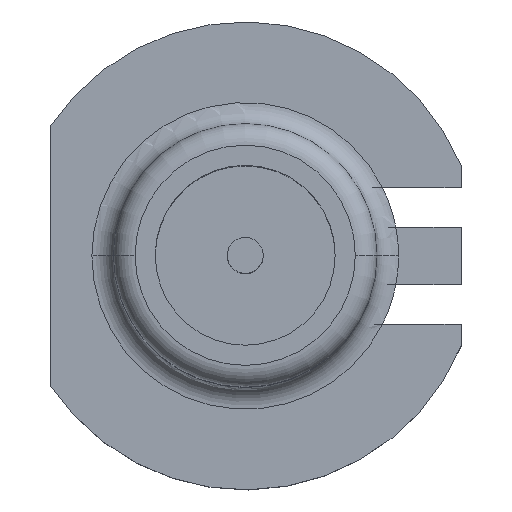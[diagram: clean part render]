
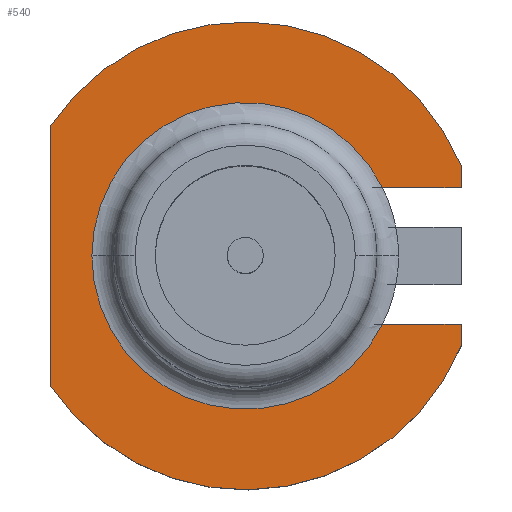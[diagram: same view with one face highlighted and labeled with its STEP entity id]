
A CAD part, top view. The second image highlights one B-rep face of the part: STEP entity #540.
In plain terms, the highlighted planar face has unit normal (0, 0, 1).
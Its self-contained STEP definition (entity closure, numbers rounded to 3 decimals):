
#9 = ORIENTED_EDGE ( 'NONE', *, *, #1648, .T. ) ;
#12 = LINE ( 'NONE', #240, #1070 ) ;
#24 = CARTESIAN_POINT ( 'NONE',  ( -2.7, -1.809, 1.3 ) ) ;
#36 = CIRCLE ( 'NONE', #1004, 2.13 ) ;
#49 = VERTEX_POINT ( 'NONE', #1012 ) ;
#80 = CARTESIAN_POINT ( 'NONE',  ( 0.447, -0.95, 1.3 ) ) ;
#100 = DIRECTION ( 'NONE',  ( 1., 0., 0. ) ) ;
#104 = DIRECTION ( 'NONE',  ( 1., 0., 0. ) ) ;
#109 = VECTOR ( 'NONE', #395, 1000. ) ;
#112 = EDGE_CURVE ( 'NONE', #863, #446, #409, .T. ) ;
#140 = CIRCLE ( 'NONE', #418, 3.25 ) ;
#199 = CARTESIAN_POINT ( 'NONE',  ( 0., 0., 1.3 ) ) ;
#215 = LINE ( 'NONE', #1274, #677 ) ;
#240 = CARTESIAN_POINT ( 'NONE',  ( 3., -0.95, 1.3 ) ) ;
#293 = VERTEX_POINT ( 'NONE', #1016 ) ;
#311 = ORIENTED_EDGE ( 'NONE', *, *, #544, .T. ) ;
#319 = CARTESIAN_POINT ( 'NONE',  ( 0., 0., 1.3 ) ) ;
#324 = CARTESIAN_POINT ( 'NONE',  ( 3., 1.25, 1.3 ) ) ;
#327 = DIRECTION ( 'NONE',  ( 0., 0., 1. ) ) ;
#382 = LINE ( 'NONE', #658, #109 ) ;
#395 = DIRECTION ( 'NONE',  ( 0., 1., 0. ) ) ;
#399 = ORIENTED_EDGE ( 'NONE', *, *, #1622, .T. ) ;
#409 = LINE ( 'NONE', #873, #823 ) ;
#418 = AXIS2_PLACEMENT_3D ( 'NONE', #624, #1018, #1285 ) ;
#431 = CARTESIAN_POINT ( 'NONE',  ( 0., 0., 1.3 ) ) ;
#446 = VERTEX_POINT ( 'NONE', #685 ) ;
#457 = CARTESIAN_POINT ( 'NONE',  ( 3., -0.95, 1.3 ) ) ;
#461 = CARTESIAN_POINT ( 'NONE',  ( -2.13, 0., 1.3 ) ) ;
#494 = EDGE_CURVE ( 'NONE', #1126, #949, #1158, .T. ) ;
#533 = AXIS2_PLACEMENT_3D ( 'NONE', #431, #1480, #698 ) ;
#540 = ADVANCED_FACE ( 'NONE', ( #714 ), #1469, .T. ) ;
#544 = EDGE_CURVE ( 'NONE', #446, #1126, #382, .T. ) ;
#547 = VECTOR ( 'NONE', #1147, 1000. ) ;
#622 = LINE ( 'NONE', #80, #547 ) ;
#624 = CARTESIAN_POINT ( 'NONE',  ( 0., 0., 1.3 ) ) ;
#632 = CARTESIAN_POINT ( 'NONE',  ( 0., 0., 1.3 ) ) ;
#658 = CARTESIAN_POINT ( 'NONE',  ( 3., 1.25, 1.3 ) ) ;
#677 = VECTOR ( 'NONE', #1400, 1000. ) ;
#685 = CARTESIAN_POINT ( 'NONE',  ( 3., 0.95, 1.3 ) ) ;
#698 = DIRECTION ( 'NONE',  ( 1., 0., 0. ) ) ;
#708 = ORIENTED_EDGE ( 'NONE', *, *, #112, .T. ) ;
#714 = FACE_OUTER_BOUND ( 'NONE', #1094, .T. ) ;
#758 = ORIENTED_EDGE ( 'NONE', *, *, #494, .T. ) ;
#786 = CARTESIAN_POINT ( 'NONE',  ( 1.906, 0.95, 1.3 ) ) ;
#789 = EDGE_CURVE ( 'NONE', #863, #1254, #36, .T. ) ;
#798 = EDGE_CURVE ( 'NONE', #1302, #293, #622, .T. ) ;
#823 = VECTOR ( 'NONE', #104, 1000. ) ;
#827 = ORIENTED_EDGE ( 'NONE', *, *, #1151, .F. ) ;
#837 = DIRECTION ( 'NONE',  ( 0., 0., 1. ) ) ;
#863 = VERTEX_POINT ( 'NONE', #786 ) ;
#868 = AXIS2_PLACEMENT_3D ( 'NONE', #199, #327, #1365 ) ;
#873 = CARTESIAN_POINT ( 'NONE',  ( 0.447, 0.95, 1.3 ) ) ;
#891 = DIRECTION ( 'NONE',  ( 0., 0., 1. ) ) ;
#946 = VERTEX_POINT ( 'NONE', #24 ) ;
#949 = VERTEX_POINT ( 'NONE', #1459 ) ;
#967 = ORIENTED_EDGE ( 'NONE', *, *, #1411, .T. ) ;
#970 = CIRCLE ( 'NONE', #1073, 2.13 ) ;
#1004 = AXIS2_PLACEMENT_3D ( 'NONE', #632, #891, #1278 ) ;
#1012 = CARTESIAN_POINT ( 'NONE',  ( 3., -1.25, 1.3 ) ) ;
#1016 = CARTESIAN_POINT ( 'NONE',  ( 1.906, -0.95, 1.3 ) ) ;
#1018 = DIRECTION ( 'NONE',  ( 0., 0., 1. ) ) ;
#1070 = VECTOR ( 'NONE', #1295, 1000. ) ;
#1073 = AXIS2_PLACEMENT_3D ( 'NONE', #319, #837, #100 ) ;
#1094 = EDGE_LOOP ( 'NONE', ( #1637, #708, #311, #758, #399, #9, #967, #1308, #827 ) ) ;
#1126 = VERTEX_POINT ( 'NONE', #324 ) ;
#1147 = DIRECTION ( 'NONE',  ( -1., 0., 0. ) ) ;
#1151 = EDGE_CURVE ( 'NONE', #1254, #293, #970, .T. ) ;
#1158 = CIRCLE ( 'NONE', #533, 3.25 ) ;
#1254 = VERTEX_POINT ( 'NONE', #461 ) ;
#1274 = CARTESIAN_POINT ( 'NONE',  ( -2.7, 1.809, 1.3 ) ) ;
#1278 = DIRECTION ( 'NONE',  ( 1., 0., 0. ) ) ;
#1285 = DIRECTION ( 'NONE',  ( 1., 0., 0. ) ) ;
#1295 = DIRECTION ( 'NONE',  ( 0., 1., 0. ) ) ;
#1302 = VERTEX_POINT ( 'NONE', #457 ) ;
#1308 = ORIENTED_EDGE ( 'NONE', *, *, #798, .T. ) ;
#1365 = DIRECTION ( 'NONE',  ( 1., 0., 0. ) ) ;
#1400 = DIRECTION ( 'NONE',  ( 0., -1., 0. ) ) ;
#1411 = EDGE_CURVE ( 'NONE', #49, #1302, #12, .T. ) ;
#1459 = CARTESIAN_POINT ( 'NONE',  ( -2.7, 1.809, 1.3 ) ) ;
#1469 = PLANE ( 'NONE',  #868 ) ;
#1480 = DIRECTION ( 'NONE',  ( 0., 0., 1. ) ) ;
#1622 = EDGE_CURVE ( 'NONE', #949, #946, #215, .T. ) ;
#1637 = ORIENTED_EDGE ( 'NONE', *, *, #789, .F. ) ;
#1648 = EDGE_CURVE ( 'NONE', #946, #49, #140, .T. ) ;
